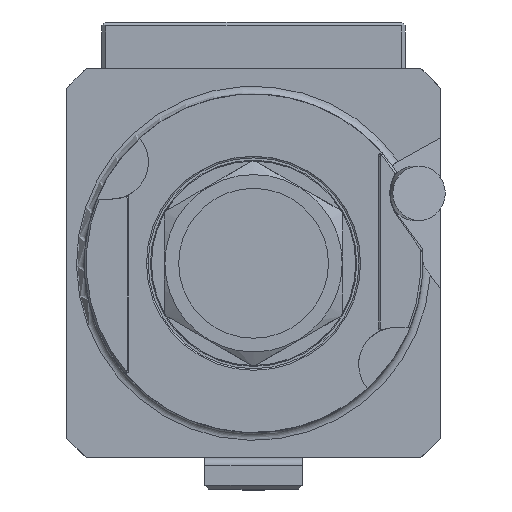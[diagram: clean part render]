
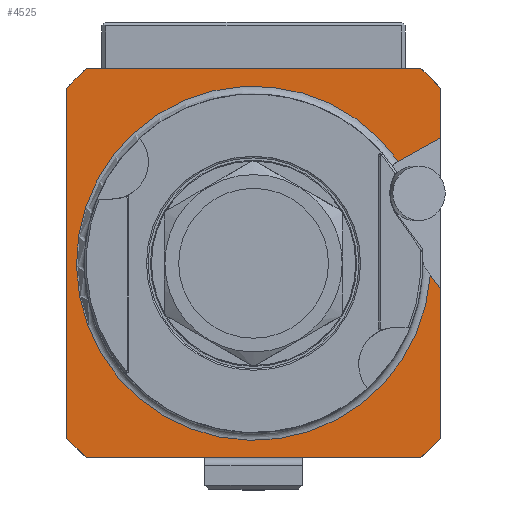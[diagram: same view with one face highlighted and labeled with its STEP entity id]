
A CAD part, left-side view. The second image highlights one B-rep face of the part: STEP entity #4525.
In plain terms, the highlighted planar face has unit normal (-1, 0, 0).
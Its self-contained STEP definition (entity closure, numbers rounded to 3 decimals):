
#367=DIRECTION('',(0.,0.874,-0.485));
#368=VECTOR('',#367,12.366);
#369=CARTESIAN_POINT('',(-38.5,-48.,32.226));
#370=LINE('',#369,#368);
#371=DIRECTION('',(0.,0.589,0.808));
#372=VECTOR('',#371,4.419);
#373=CARTESIAN_POINT('',(-38.5,-48.,-6.618));
#374=LINE('',#373,#372);
#375=DIRECTION('',(0.,0.,-1.));
#376=VECTOR('',#375,38.382);
#377=CARTESIAN_POINT('',(-38.5,-48.,-6.618));
#378=LINE('',#377,#376);
#379=DIRECTION('',(0.,-0.707,0.707));
#380=VECTOR('',#379,7.071);
#381=CARTESIAN_POINT('',(-38.5,-43.,-50.));
#382=LINE('',#381,#380);
#383=DIRECTION('',(0.,1.,0.));
#384=VECTOR('',#383,86.);
#385=CARTESIAN_POINT('',(-38.5,-43.,-50.));
#386=LINE('',#385,#384);
#387=DIRECTION('',(0.,-0.707,-0.707));
#388=VECTOR('',#387,7.071);
#389=CARTESIAN_POINT('',(-38.5,48.,-45.));
#390=LINE('',#389,#388);
#391=DIRECTION('',(0.,0.,1.));
#392=VECTOR('',#391,90.);
#393=CARTESIAN_POINT('',(-38.5,48.,-45.));
#394=LINE('',#393,#392);
#395=DIRECTION('',(0.,0.707,-0.707));
#396=VECTOR('',#395,7.071);
#397=CARTESIAN_POINT('',(-38.5,43.,50.));
#398=LINE('',#397,#396);
#399=DIRECTION('',(0.,-1.,0.));
#400=VECTOR('',#399,86.);
#401=CARTESIAN_POINT('',(-38.5,43.,50.));
#402=LINE('',#401,#400);
#403=DIRECTION('',(0.,0.707,0.707));
#404=VECTOR('',#403,7.071);
#405=CARTESIAN_POINT('',(-38.5,-48.,45.));
#406=LINE('',#405,#404);
#407=DIRECTION('',(0.,0.,-1.));
#408=VECTOR('',#407,12.774);
#409=CARTESIAN_POINT('',(-38.5,-48.,45.));
#410=LINE('',#409,#408);
#633=CARTESIAN_POINT('',(-38.5,0.,0.));
#634=DIRECTION('',(1.,0.,0.));
#635=DIRECTION('',(0.,-0.998,-0.067));
#636=AXIS2_PLACEMENT_3D('',#633,#634,#635);
#3326=CARTESIAN_POINT('',(-38.5,48.,-45.));
#3327=CARTESIAN_POINT('',(-38.5,43.,-50.));
#3328=VERTEX_POINT('',#3326);
#3329=VERTEX_POINT('',#3327);
#3336=CARTESIAN_POINT('',(-38.5,-43.,-50.));
#3337=CARTESIAN_POINT('',(-38.5,-48.,-45.));
#3338=VERTEX_POINT('',#3336);
#3339=VERTEX_POINT('',#3337);
#3346=CARTESIAN_POINT('',(-38.5,48.,45.));
#3347=VERTEX_POINT('',#3346);
#3356=CARTESIAN_POINT('',(-38.5,43.,50.));
#3357=VERTEX_POINT('',#3356);
#3360=CARTESIAN_POINT('',(-38.5,-48.,45.));
#3361=CARTESIAN_POINT('',(-38.5,-43.,50.));
#3362=VERTEX_POINT('',#3360);
#3363=VERTEX_POINT('',#3361);
#3413=CARTESIAN_POINT('',(-38.5,-48.,32.226));
#3414=CARTESIAN_POINT('',(-38.5,-37.187,
26.225));
#3415=VERTEX_POINT('',#3413);
#3416=VERTEX_POINT('',#3414);
#3417=CARTESIAN_POINT('',(-38.5,-48.,-6.618));
#3418=CARTESIAN_POINT('',(-38.5,-45.398,-3.046));
#3419=VERTEX_POINT('',#3417);
#3420=VERTEX_POINT('',#3418);
#4496=CARTESIAN_POINT('',(-38.5,0.,0.));
#4497=DIRECTION('',(-1.,0.,0.));
#4498=DIRECTION('',(0.,0.,1.));
#4499=AXIS2_PLACEMENT_3D('',#4496,#4497,#4498);
#4500=PLANE('',#4499);
#4502=ORIENTED_EDGE('',*,*,#4501,.T.);
#4504=ORIENTED_EDGE('',*,*,#4503,.F.);
#4506=ORIENTED_EDGE('',*,*,#4505,.F.);
#4508=ORIENTED_EDGE('',*,*,#4507,.T.);
#4509=ORIENTED_EDGE('',*,*,#4485,.F.);
#4510=ORIENTED_EDGE('',*,*,#4353,.T.);
#4512=ORIENTED_EDGE('',*,*,#4511,.F.);
#4514=ORIENTED_EDGE('',*,*,#4513,.T.);
#4516=ORIENTED_EDGE('',*,*,#4515,.F.);
#4518=ORIENTED_EDGE('',*,*,#4517,.T.);
#4520=ORIENTED_EDGE('',*,*,#4519,.F.);
#4522=ORIENTED_EDGE('',*,*,#4521,.T.);
#4523=EDGE_LOOP('',(#4502,#4504,#4506,#4508,#4509,#4510,#4512,#4514,#4516,#4518,
#4520,#4522));
#4524=FACE_OUTER_BOUND('',#4523,.F.);
#4525=ADVANCED_FACE('',(#4524),#4500,.T.);
#637=CIRCLE('',#636,45.5);
#4353=EDGE_CURVE('',#3338,#3329,#386,.T.);
#4485=EDGE_CURVE('',#3338,#3339,#382,.T.);
#4501=EDGE_CURVE('',#3415,#3416,#370,.T.);
#4503=EDGE_CURVE('',#3420,#3416,#637,.T.);
#4505=EDGE_CURVE('',#3419,#3420,#374,.T.);
#4507=EDGE_CURVE('',#3419,#3339,#378,.T.);
#4511=EDGE_CURVE('',#3328,#3329,#390,.T.);
#4513=EDGE_CURVE('',#3328,#3347,#394,.T.);
#4515=EDGE_CURVE('',#3357,#3347,#398,.T.);
#4517=EDGE_CURVE('',#3357,#3363,#402,.T.);
#4519=EDGE_CURVE('',#3362,#3363,#406,.T.);
#4521=EDGE_CURVE('',#3362,#3415,#410,.T.);
